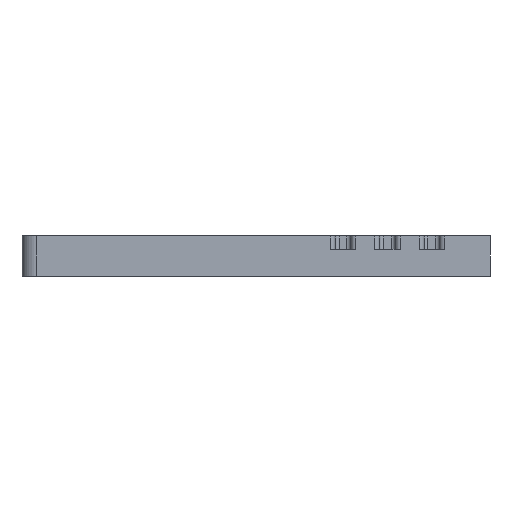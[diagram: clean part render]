
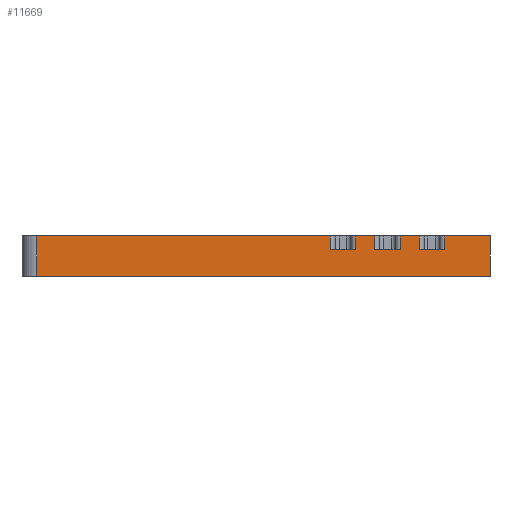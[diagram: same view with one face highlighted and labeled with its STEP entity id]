
A CAD part, front view. The second image highlights one B-rep face of the part: STEP entity #11669.
In plain terms, the highlighted planar face has unit normal (0, -1, 0).
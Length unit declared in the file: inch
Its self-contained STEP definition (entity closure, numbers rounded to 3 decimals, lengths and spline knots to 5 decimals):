
#739=PLANE('',#12449);
#941=FACE_OUTER_BOUND('',#1493,.T.);
#1493=EDGE_LOOP('',(#8168,#8169,#8170,#8171,#8172,#8173,#8174,#8175,#8176,
#8177,#8178,#8179,#8180,#8181,#8182,#8183));
#2191=LINE('',#17626,#2678);
#2277=LINE('',#18170,#2764);
#2278=LINE('',#18173,#2765);
#2296=LINE('',#18233,#2783);
#2299=LINE('',#18246,#2786);
#2302=LINE('',#18257,#2789);
#2305=LINE('',#18358,#2792);
#2306=LINE('',#18359,#2793);
#2307=LINE('',#18361,#2794);
#2308=LINE('',#18363,#2795);
#2309=LINE('',#18364,#2796);
#2310=LINE('',#18365,#2797);
#2311=LINE('',#18366,#2798);
#2312=LINE('',#18368,#2799);
#2313=LINE('',#18370,#2800);
#2314=LINE('',#18371,#2801);
#2678=VECTOR('',#13831,0.3937);
#2764=VECTOR('',#14415,0.3937);
#2765=VECTOR('',#14418,0.3937);
#2783=VECTOR('',#14460,0.3937);
#2786=VECTOR('',#14471,0.3937);
#2789=VECTOR('',#14480,0.3937);
#2792=VECTOR('',#14581,0.3937);
#2793=VECTOR('',#14582,0.3937);
#2794=VECTOR('',#14583,0.3937);
#2795=VECTOR('',#14584,0.3937);
#2796=VECTOR('',#14585,0.3937);
#2797=VECTOR('',#14586,0.3937);
#2798=VECTOR('',#14587,0.3937);
#2799=VECTOR('',#14588,0.3937);
#2800=VECTOR('',#14589,0.3937);
#2801=VECTOR('',#14590,0.3937);
#4317=VERTEX_POINT('',#17623);
#4318=VERTEX_POINT('',#17625);
#4524=VERTEX_POINT('',#18163);
#4527=VERTEX_POINT('',#18168);
#4528=VERTEX_POINT('',#18172);
#4557=VERTEX_POINT('',#18230);
#4558=VERTEX_POINT('',#18232);
#4563=VERTEX_POINT('',#18243);
#4564=VERTEX_POINT('',#18245);
#4568=VERTEX_POINT('',#18254);
#4569=VERTEX_POINT('',#18256);
#4618=VERTEX_POINT('',#18357);
#4619=VERTEX_POINT('',#18360);
#4620=VERTEX_POINT('',#18362);
#4621=VERTEX_POINT('',#18367);
#4622=VERTEX_POINT('',#18369);
#5659=EDGE_CURVE('',#4318,#4317,#2191,.T.);
#5911=EDGE_CURVE('',#4527,#4524,#2277,.T.);
#5912=EDGE_CURVE('',#4528,#4524,#2278,.T.);
#5942=EDGE_CURVE('',#4558,#4557,#2296,.T.);
#5949=EDGE_CURVE('',#4564,#4563,#2299,.T.);
#5955=EDGE_CURVE('',#4569,#4568,#2302,.T.);
#6006=EDGE_CURVE('',#4527,#4618,#2305,.T.);
#6007=EDGE_CURVE('',#4569,#4618,#2306,.T.);
#6008=EDGE_CURVE('',#4619,#4568,#2307,.T.);
#6009=EDGE_CURVE('',#4619,#4620,#2308,.T.);
#6010=EDGE_CURVE('',#4564,#4620,#2309,.T.);
#6011=EDGE_CURVE('',#4318,#4563,#2310,.T.);
#6012=EDGE_CURVE('',#4558,#4317,#2311,.T.);
#6013=EDGE_CURVE('',#4621,#4557,#2312,.T.);
#6014=EDGE_CURVE('',#4621,#4622,#2313,.T.);
#6015=EDGE_CURVE('',#4528,#4622,#2314,.T.);
#8168=ORIENTED_EDGE('',*,*,#5911,.F.);
#8169=ORIENTED_EDGE('',*,*,#6006,.T.);
#8170=ORIENTED_EDGE('',*,*,#6007,.F.);
#8171=ORIENTED_EDGE('',*,*,#5955,.T.);
#8172=ORIENTED_EDGE('',*,*,#6008,.F.);
#8173=ORIENTED_EDGE('',*,*,#6009,.T.);
#8174=ORIENTED_EDGE('',*,*,#6010,.F.);
#8175=ORIENTED_EDGE('',*,*,#5949,.T.);
#8176=ORIENTED_EDGE('',*,*,#6011,.F.);
#8177=ORIENTED_EDGE('',*,*,#5659,.T.);
#8178=ORIENTED_EDGE('',*,*,#6012,.F.);
#8179=ORIENTED_EDGE('',*,*,#5942,.T.);
#8180=ORIENTED_EDGE('',*,*,#6013,.F.);
#8181=ORIENTED_EDGE('',*,*,#6014,.T.);
#8182=ORIENTED_EDGE('',*,*,#6015,.F.);
#8183=ORIENTED_EDGE('',*,*,#5912,.T.);
#11669=ADVANCED_FACE('',(#941),#739,.T.);
#12449=AXIS2_PLACEMENT_3D('',#18356,#14579,#14580);
#13831=DIRECTION('',(-1.,0.,0.));
#14415=DIRECTION('',(0.,0.,1.));
#14418=DIRECTION('',(-1.,0.,0.));
#14460=DIRECTION('',(-1.,0.,0.));
#14471=DIRECTION('',(-1.,0.,0.));
#14480=DIRECTION('',(-1.,0.,0.));
#14579=DIRECTION('center_axis',(0.,-1.,0.));
#14580=DIRECTION('ref_axis',(-1.,0.,0.));
#14581=DIRECTION('',(-1.,0.,0.));
#14582=DIRECTION('',(0.,0.,-1.));
#14583=DIRECTION('',(0.,0.,1.));
#14584=DIRECTION('',(-1.,0.,0.));
#14585=DIRECTION('',(0.,0.,-1.));
#14586=DIRECTION('',(0.,0.,1.));
#14587=DIRECTION('',(0.,0.,-1.));
#14588=DIRECTION('',(0.,0.,1.));
#14589=DIRECTION('',(1.,0.,0.));
#14590=DIRECTION('',(0.,0.,-1.));
#17623=CARTESIAN_POINT('',(1.935,-6.,-0.34));
#17625=CARTESIAN_POINT('',(2.585,-6.,-0.34));
#17626=CARTESIAN_POINT('',(4.08,-6.,-0.34));
#18163=CARTESIAN_POINT('',(4.845,-6.,0.));
#18168=CARTESIAN_POINT('',(4.845,-6.,-0.34));
#18170=CARTESIAN_POINT('',(4.845,-6.,0.));
#18172=CARTESIAN_POINT('',(6.,-6.,0.));
#18173=CARTESIAN_POINT('',(5.9,-6.,0.));
#18230=CARTESIAN_POINT('',(-5.525,-6.,0.));
#18232=CARTESIAN_POINT('',(1.935,-6.,0.));
#18233=CARTESIAN_POINT('',(5.9,-6.,0.));
#18243=CARTESIAN_POINT('',(2.585,-6.,0.));
#18245=CARTESIAN_POINT('',(3.065,-6.,0.));
#18246=CARTESIAN_POINT('',(5.9,-6.,0.));
#18254=CARTESIAN_POINT('',(3.715,-6.,0.));
#18256=CARTESIAN_POINT('',(4.195,-6.,0.));
#18257=CARTESIAN_POINT('',(5.9,-6.,0.));
#18356=CARTESIAN_POINT('Origin',(5.9,-6.,0.));
#18357=CARTESIAN_POINT('',(4.195,-6.,-0.34));
#18358=CARTESIAN_POINT('',(5.21,-6.,-0.34));
#18359=CARTESIAN_POINT('',(4.195,-6.,0.));
#18360=CARTESIAN_POINT('',(3.715,-6.,-0.34));
#18361=CARTESIAN_POINT('',(3.715,-6.,0.));
#18362=CARTESIAN_POINT('',(3.065,-6.,-0.34));
#18363=CARTESIAN_POINT('',(4.645,-6.,-0.34));
#18364=CARTESIAN_POINT('',(3.065,-6.,0.));
#18365=CARTESIAN_POINT('',(2.585,-6.,0.));
#18366=CARTESIAN_POINT('',(1.935,-6.,0.));
#18367=CARTESIAN_POINT('',(-5.525,-6.,-1.02));
#18368=CARTESIAN_POINT('',(-5.525,-6.,0.));
#18369=CARTESIAN_POINT('',(6.,-6.,-1.02));
#18370=CARTESIAN_POINT('',(3.025,-6.,-1.02));
#18371=CARTESIAN_POINT('',(6.,-6.,0.));
